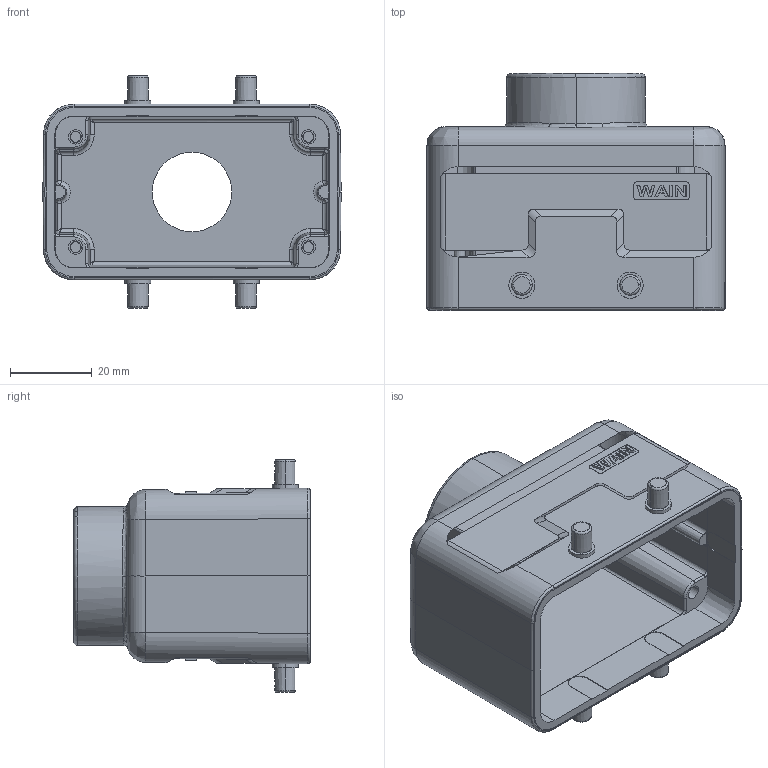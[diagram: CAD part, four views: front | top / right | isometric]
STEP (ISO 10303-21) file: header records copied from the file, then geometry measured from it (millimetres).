
FILE_DESCRIPTION((''),'2;1');
FILE_NAME('3D_1111104301007_W10B-TE-4B-PG1','2017-10-14T',('wl.kang'),(''),'PRO/ENGINEER BY PARAMETRIC TECHNOLOGY CORPORATION, 2012480','PRO/ENGINEER BY PARAMETRIC TECHNOLOGY CORPORATION, 2012480','');
FILE_SCHEMA(('AUTOMOTIVE_DESIGN { 1 0 10303 214 1 1 1 1 }'));
Length unit declared in the file: millimetre
Products named in the file (1): 3D_1111104301007_W10B-TE-4B-PG1
Bounding box: 73 x 58 x 57 mm (x, y, z)
Volume: 47193.1 mm3; surface area: 26449.5 mm2
Topology: 1 solids, 1 shells, 389 faces, 985 edges, 625 vertices
Faces by surface type: plane 197, cylinder 96, cone 36, torus 32, bspline 24, sphere 4
Entity records: 13400 total; most frequent: CARTESIAN_POINT 4033, ORIENTED_EDGE 1962, DIRECTION 1798, EDGE_CURVE 981, VERTEX_POINT 625, AXIS2_PLACEMENT_3D 609, VECTOR 580, LINE 580
